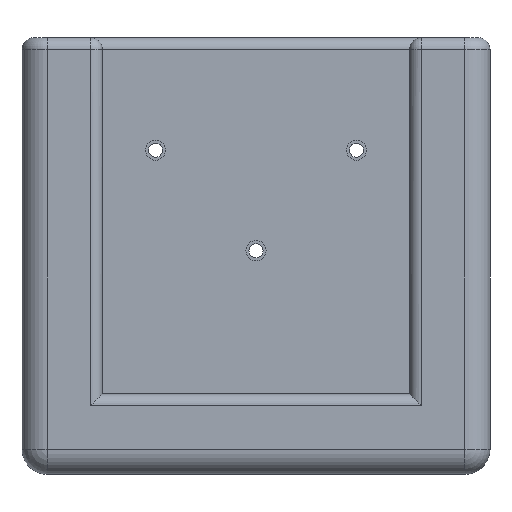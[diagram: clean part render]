
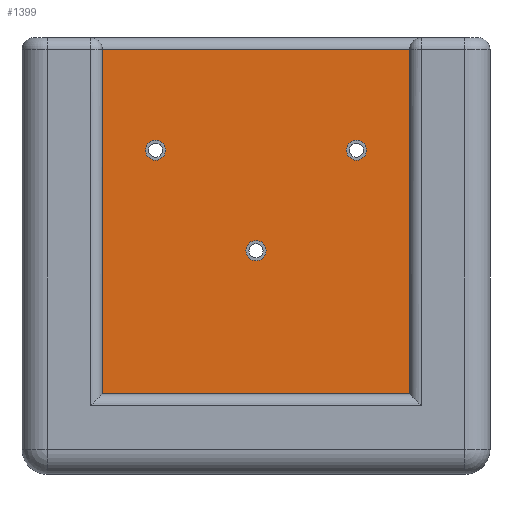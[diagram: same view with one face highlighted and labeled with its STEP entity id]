
A CAD part, front view. The second image highlights one B-rep face of the part: STEP entity #1399.
In plain terms, the highlighted planar face has unit normal (0, -1, 0).
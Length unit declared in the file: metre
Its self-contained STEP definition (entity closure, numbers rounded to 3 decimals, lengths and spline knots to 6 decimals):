
#100=LINE('',#2292,#212);
#101=LINE('',#2295,#213);
#102=LINE('',#2297,#214);
#103=LINE('',#2301,#215);
#212=VECTOR('',#1794,1.);
#213=VECTOR('',#1795,1.);
#214=VECTOR('',#1796,1.);
#215=VECTOR('',#1799,1.);
#283=PLANE('',#1526);
#389=ORIENTED_EDGE('',*,*,#792,.F.);
#390=ORIENTED_EDGE('',*,*,#793,.F.);
#391=ORIENTED_EDGE('',*,*,#794,.F.);
#392=ORIENTED_EDGE('',*,*,#795,.F.);
#393=ORIENTED_EDGE('',*,*,#796,.T.);
#394=ORIENTED_EDGE('',*,*,#797,.T.);
#395=ORIENTED_EDGE('',*,*,#798,.T.);
#396=ORIENTED_EDGE('',*,*,#799,.F.);
#397=ORIENTED_EDGE('',*,*,#800,.T.);
#792=EDGE_CURVE('',#995,#995,#1070,.T.);
#793=EDGE_CURVE('',#996,#996,#1071,.T.);
#794=EDGE_CURVE('',#997,#997,#1072,.T.);
#795=EDGE_CURVE('',#998,#999,#100,.T.);
#796=EDGE_CURVE('',#998,#1000,#101,.T.);
#797=EDGE_CURVE('',#1000,#1001,#102,.T.);
#798=EDGE_CURVE('',#1001,#1002,#1073,.T.);
#799=EDGE_CURVE('',#1003,#1002,#103,.T.);
#800=EDGE_CURVE('',#1003,#999,#1074,.T.);
#995=VERTEX_POINT('',#2287);
#996=VERTEX_POINT('',#2289);
#997=VERTEX_POINT('',#2291);
#998=VERTEX_POINT('',#2293);
#999=VERTEX_POINT('',#2294);
#1000=VERTEX_POINT('',#2296);
#1001=VERTEX_POINT('',#2298);
#1002=VERTEX_POINT('',#2300);
#1003=VERTEX_POINT('',#2302);
#1070=CIRCLE('',#1527,0.002);
#1071=CIRCLE('',#1528,0.002);
#1072=CIRCLE('',#1529,0.002);
#1073=CIRCLE('',#1530,0.005);
#1074=CIRCLE('',#1531,0.005);
#1147=EDGE_LOOP('',(#389));
#1148=EDGE_LOOP('',(#390));
#1149=EDGE_LOOP('',(#391));
#1150=EDGE_LOOP('',(#392,#393,#394,#395,#396,#397));
#1262=FACE_BOUND('',#1147,.T.);
#1263=FACE_BOUND('',#1148,.T.);
#1264=FACE_BOUND('',#1149,.T.);
#1265=FACE_BOUND('',#1150,.T.);
#1399=ADVANCED_FACE('',(#1262,#1263,#1264,#1265),#283,.T.);
#1526=AXIS2_PLACEMENT_3D('',#2285,#1786,#1787);
#1527=AXIS2_PLACEMENT_3D('',#2286,#1788,#1789);
#1528=AXIS2_PLACEMENT_3D('',#2288,#1790,#1791);
#1529=AXIS2_PLACEMENT_3D('',#2290,#1792,#1793);
#1530=AXIS2_PLACEMENT_3D('',#2299,#1797,#1798);
#1531=AXIS2_PLACEMENT_3D('',#2303,#1800,#1801);
#1786=DIRECTION('',(0.,-1.,0.));
#1787=DIRECTION('',(1.,0.,0.));
#1788=DIRECTION('',(0.,-1.,0.));
#1789=DIRECTION('',(1.,0.,0.));
#1790=DIRECTION('',(0.,-1.,0.));
#1791=DIRECTION('',(1.,0.,0.));
#1792=DIRECTION('',(0.,-1.,0.));
#1793=DIRECTION('',(1.,0.,0.));
#1794=DIRECTION('',(0.,0.,-1.));
#1795=DIRECTION('',(-1.,0.,0.));
#1796=DIRECTION('',(0.,0.,-1.));
#1797=DIRECTION('',(0.,-1.,0.));
#1798=DIRECTION('',(1.,0.,0.));
#1799=DIRECTION('',(-1.,0.,0.));
#1800=DIRECTION('',(0.,-1.,0.));
#1801=DIRECTION('',(1.,0.,0.));
#2285=CARTESIAN_POINT('',(0.,-0.005,0.086912));
#2286=CARTESIAN_POINT('',(-0.02,-0.005,0.064512));
#2287=CARTESIAN_POINT('',(-0.018,-0.005,0.064512));
#2288=CARTESIAN_POINT('',(0.,-0.005,0.044512));
#2289=CARTESIAN_POINT('',(0.002,-0.005,0.044512));
#2290=CARTESIAN_POINT('',(0.02,-0.005,0.064512));
#2291=CARTESIAN_POINT('',(0.022,-0.005,0.064512));
#2292=CARTESIAN_POINT('',(0.041581,-0.005,0.086912));
#2293=CARTESIAN_POINT('',(0.041581,-0.005,0.084512));
#2294=CARTESIAN_POINT('',(0.041581,-0.005,0.01));
#2295=CARTESIAN_POINT('',(0.,-0.005,0.084512));
#2296=CARTESIAN_POINT('',(-0.041581,-0.005,0.084512));
#2297=CARTESIAN_POINT('',(-0.041581,-0.005,0.086912));
#2298=CARTESIAN_POINT('',(-0.041581,-0.005,0.01));
#2299=CARTESIAN_POINT('',(-0.036581,-0.005,0.01));
#2300=CARTESIAN_POINT('',(-0.036581,-0.005,0.005));
#2301=CARTESIAN_POINT('',(0.,-0.005,0.005));
#2302=CARTESIAN_POINT('',(0.036581,-0.005,0.005));
#2303=CARTESIAN_POINT('',(0.036581,-0.005,0.01));
